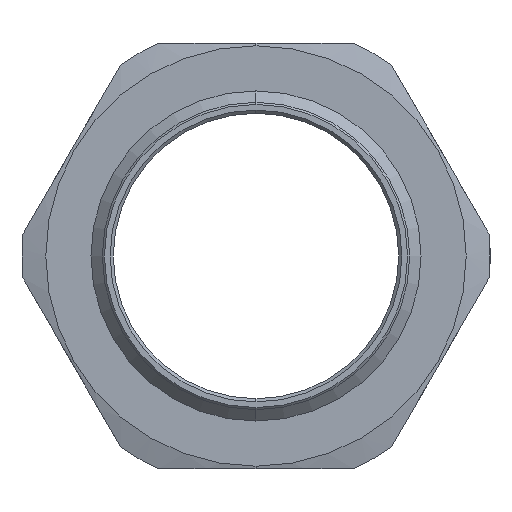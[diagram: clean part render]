
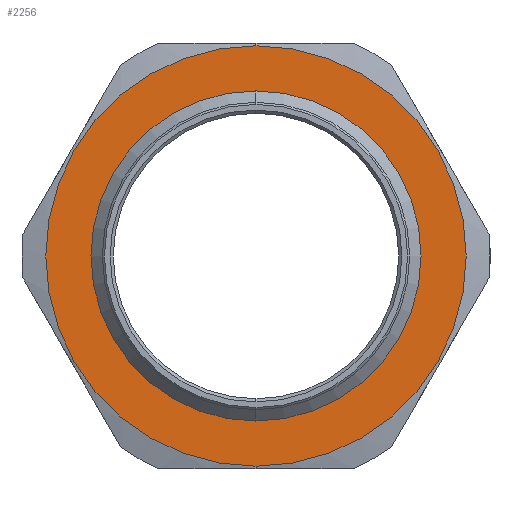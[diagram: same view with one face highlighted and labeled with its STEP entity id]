
A CAD part, left-side view. The second image highlights one B-rep face of the part: STEP entity #2256.
In plain terms, the highlighted planar face has unit normal (-1, 0, 0).
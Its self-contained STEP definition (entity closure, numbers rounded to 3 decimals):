
#15 = DIRECTION ( 'NONE',  ( -1., 0., 0. ) ) ;
#53 = ORIENTED_EDGE ( 'NONE', *, *, #283, .T. ) ;
#123 = CARTESIAN_POINT ( 'NONE',  ( 15., 0., 0. ) ) ;
#242 = CARTESIAN_POINT ( 'NONE',  ( 15., 0., 0. ) ) ;
#251 = ORIENTED_EDGE ( 'NONE', *, *, #614, .F. ) ;
#283 = EDGE_CURVE ( 'NONE', #1998, #2048, #2049, .T. ) ;
#384 = AXIS2_PLACEMENT_3D ( 'NONE', #399, #2003, #1775 ) ;
#399 = CARTESIAN_POINT ( 'NONE',  ( 15., 0., 0. ) ) ;
#404 = CIRCLE ( 'NONE', #2102, 15.9 ) ;
#487 = CARTESIAN_POINT ( 'NONE',  ( 15., 0., 15.9 ) ) ;
#614 = EDGE_CURVE ( 'NONE', #2036, #2250, #1685, .T. ) ;
#705 = CARTESIAN_POINT ( 'NONE',  ( 15., 0., 20.25 ) ) ;
#752 = EDGE_CURVE ( 'NONE', #2250, #2036, #404, .T. ) ;
#898 = DIRECTION ( 'NONE',  ( 0., 0., 1. ) ) ;
#908 = DIRECTION ( 'NONE',  ( 0., 0., 1. ) ) ;
#1139 = DIRECTION ( 'NONE',  ( -1., 0., 0. ) ) ;
#1147 = DIRECTION ( 'NONE',  ( -1., 0., 0. ) ) ;
#1165 = ORIENTED_EDGE ( 'NONE', *, *, #752, .F. ) ;
#1181 = EDGE_LOOP ( 'NONE', ( #1165, #251 ) ) ;
#1371 = CARTESIAN_POINT ( 'NONE',  ( 15., 0., 0. ) ) ;
#1384 = CARTESIAN_POINT ( 'NONE',  ( 15., 0., 0. ) ) ;
#1459 = FACE_OUTER_BOUND ( 'NONE', #1613, .T. ) ;
#1540 = CARTESIAN_POINT ( 'NONE',  ( 15., 0., -20.25 ) ) ;
#1574 = CIRCLE ( 'NONE', #1660, 20.25 ) ;
#1613 = EDGE_LOOP ( 'NONE', ( #1883, #53 ) ) ;
#1637 = AXIS2_PLACEMENT_3D ( 'NONE', #123, #2193, #1961 ) ;
#1660 = AXIS2_PLACEMENT_3D ( 'NONE', #1371, #1139, #898 ) ;
#1685 = CIRCLE ( 'NONE', #384, 15.9 ) ;
#1756 = EDGE_CURVE ( 'NONE', #2048, #1998, #1574, .T. ) ;
#1775 = DIRECTION ( 'NONE',  ( 0., 0., 1. ) ) ;
#1807 = FACE_BOUND ( 'NONE', #1181, .T. ) ;
#1851 = PLANE ( 'NONE',  #2041 ) ;
#1883 = ORIENTED_EDGE ( 'NONE', *, *, #1756, .T. ) ;
#1961 = DIRECTION ( 'NONE',  ( 0., 0., 1. ) ) ;
#1998 = VERTEX_POINT ( 'NONE', #705 ) ;
#2003 = DIRECTION ( 'NONE',  ( -1., 0., 0. ) ) ;
#2006 = CARTESIAN_POINT ( 'NONE',  ( 15., 0., -15.9 ) ) ;
#2036 = VERTEX_POINT ( 'NONE', #2006 ) ;
#2041 = AXIS2_PLACEMENT_3D ( 'NONE', #1384, #1147, #908 ) ;
#2048 = VERTEX_POINT ( 'NONE', #1540 ) ;
#2049 = CIRCLE ( 'NONE', #1637, 20.25 ) ;
#2079 = DIRECTION ( 'NONE',  ( 0., 0., 1. ) ) ;
#2102 = AXIS2_PLACEMENT_3D ( 'NONE', #242, #15, #2079 ) ;
#2193 = DIRECTION ( 'NONE',  ( -1., 0., 0. ) ) ;
#2250 = VERTEX_POINT ( 'NONE', #487 ) ;
#2256 = ADVANCED_FACE ( 'NONE', ( #1459, #1807 ), #1851, .T. ) ;
